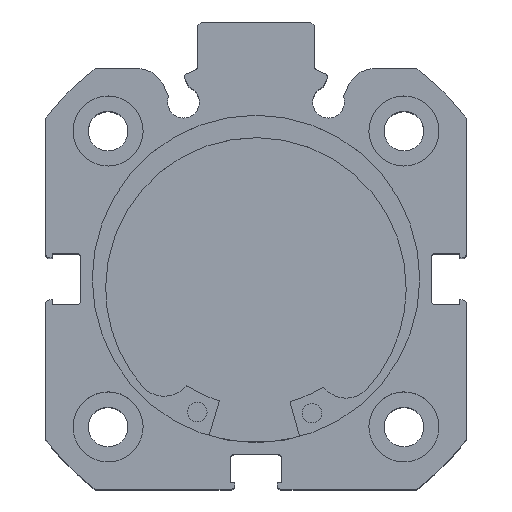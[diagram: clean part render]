
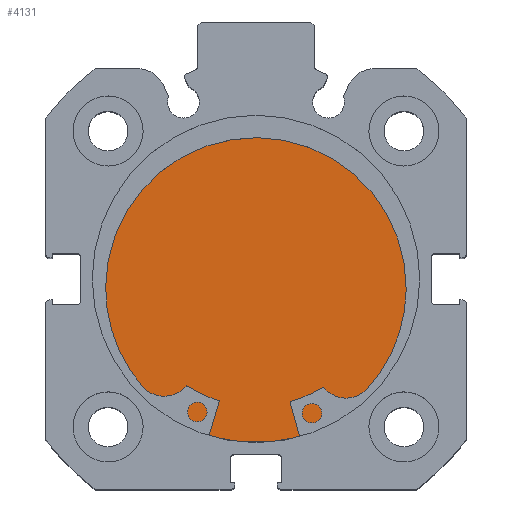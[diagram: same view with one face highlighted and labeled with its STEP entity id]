
A CAD part, top view. The second image highlights one B-rep face of the part: STEP entity #4131.
In plain terms, the highlighted face is planar.
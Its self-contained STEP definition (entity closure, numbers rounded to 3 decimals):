
#607 = ORIENTED_EDGE ( 'NONE', *, *, #3372, .F. ) ;
#608 = ORIENTED_EDGE ( 'NONE', *, *, #3298, .F. ) ;
#1262 = CIRCLE ( 'NONE', #2891, 21. ) ;
#1390 = CIRCLE ( 'NONE', #2872, 21. ) ;
#1452 = CARTESIAN_POINT ( 'NONE',  ( 8.5, 0., 0. ) ) ;
#1459 = DIRECTION ( 'NONE',  ( -1., 0., 0. ) ) ;
#1460 = DIRECTION ( 'NONE',  ( 0., 0., 1. ) ) ;
#2258 = CARTESIAN_POINT ( 'NONE',  ( 8.5, 21., 0. ) ) ;
#2259 = PLANE ( 'NONE',  #6070 ) ;
#2261 = DIRECTION ( 'NONE',  ( -1., 0., 0. ) ) ;
#2262 = DIRECTION ( 'NONE',  ( 0., 0., 1. ) ) ;
#2872 = AXIS2_PLACEMENT_3D ( 'NONE', #1452, #1459, #1460 ) ;
#2891 = AXIS2_PLACEMENT_3D ( 'NONE', #3969, #3962, #4001 ) ;
#3298 = EDGE_CURVE ( 'NONE', #5111, #5119, #1262, .T. ) ;
#3372 = EDGE_CURVE ( 'NONE', #5119, #5111, #1390, .T. ) ;
#3717 = EDGE_LOOP ( 'NONE', ( #608, #607 ) ) ;
#3962 = DIRECTION ( 'NONE',  ( -1., 0., 0. ) ) ;
#3969 = CARTESIAN_POINT ( 'NONE',  ( 8.5, 0., 0. ) ) ;
#4001 = DIRECTION ( 'NONE',  ( 0., 0., 1. ) ) ;
#4131 = ADVANCED_FACE ( 'NONE', ( #5612 ), #2259, .F. ) ;
#5111 = VERTEX_POINT ( 'NONE', #6551 ) ;
#5119 = VERTEX_POINT ( 'NONE', #6554 ) ;
#5612 = FACE_OUTER_BOUND ( 'NONE', #3717, .T. ) ;
#6070 = AXIS2_PLACEMENT_3D ( 'NONE', #2258, #2261, #2262 ) ;
#6551 = CARTESIAN_POINT ( 'NONE',  ( 8.5, 0., 21. ) ) ;
#6554 = CARTESIAN_POINT ( 'NONE',  ( 8.5, 0., -21. ) ) ;
